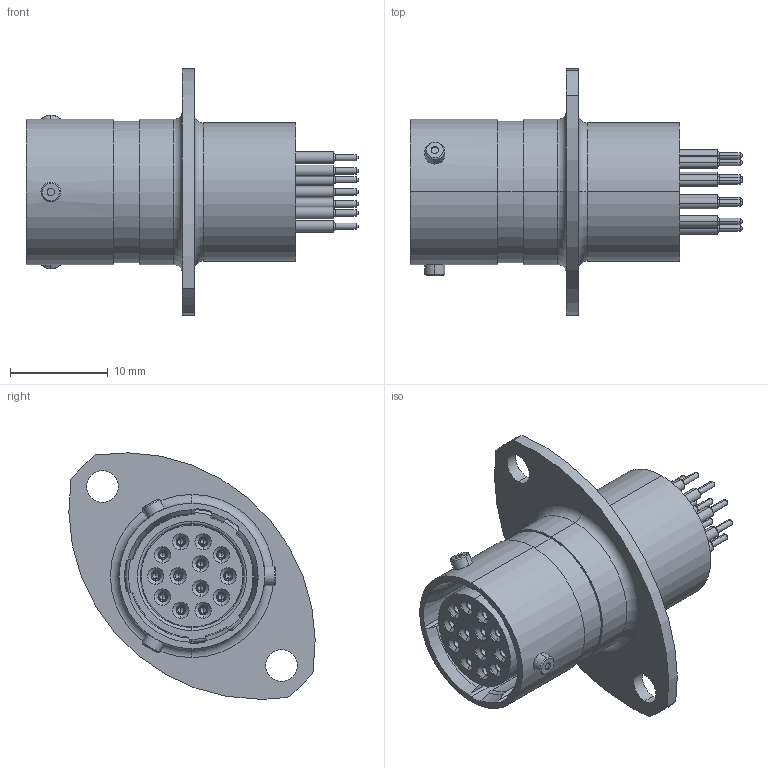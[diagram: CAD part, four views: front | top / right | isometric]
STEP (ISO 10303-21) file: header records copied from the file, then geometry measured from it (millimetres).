
FILE_DESCRIPTION (( 'STEP AP214' ), '1' );
FILE_NAME ('AS210-35SN.STEP', '2013-12-09T11:38:42', ( 'TE Connectivity' ), ( 'TE Connectivity' ), 'SwSTEP 2.0', 'SolidWorks 2011', '' );
FILE_SCHEMA (( 'AUTOMOTIVE_DESIGN' ));
Length unit declared in the file: millimetre
Products named in the file (1): AS210-35SN
Bounding box: 33.97 x 25.2 x 25.21 mm (x, y, z)
Volume: 4045.1 mm3; surface area: 9220.9 mm2
Topology: 47 solids, 47 shells, 1402 faces, 2992 edges, 1734 vertices
Faces by surface type: cylinder 461, cone 336, torus 308, plane 285, sphere 12
Entity records: 54327 total; most frequent: DIRECTION 7445, CARTESIAN_POINT 7187, ORIENTED_EDGE 5920, AXIS2_PLACEMENT_3D 3286, EDGE_CURVE 2960, CIRCLE 1883, VERTEX_POINT 1734, EDGE_LOOP 1550
